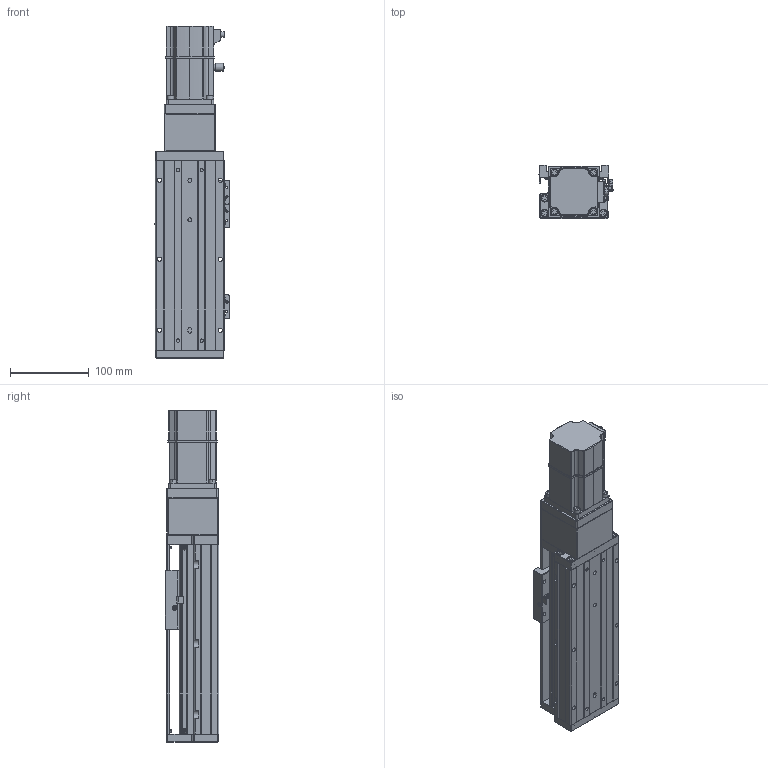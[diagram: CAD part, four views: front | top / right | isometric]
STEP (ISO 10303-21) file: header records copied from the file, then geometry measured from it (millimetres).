
FILE_DESCRIPTION (( 'STEP AP203' ), '1' );
FILE_NAME ('KTHA86-100-BC-M20-C4L.step', '2022-04-26T01:25:06', ( '微软用户' ), ( '微软中国' ), 'SwSTEP 2.0', 'SolidWorks 2020', '' );
FILE_SCHEMA (( 'CONFIG_CONTROL_DESIGN' ));
Length unit declared in the file: millimetre
Products named in the file (20): CTHA86-013; KTHA86-004; GBT77-2000 M3×3; CTHA86-027; KTHA86-001_240; KTHA86-005; GBT 70.1-M3×20; CTHA86-006-1_CTHA86-006-2; GB¨uT 70.2-M3¡Á5_M3¡Á6; GBT70.1 M5℅16; _X2_4E0983F1_X0_200W_1; GBT 70.3-M3℅6; GBT 70.1-M3×16; KTHA86-100-BC-M20-C4L; EE_SX911P_R; GBT 70.1-M3℅6; CTHA60-017; CTHA60-016; KTHA86-002; CTHA60-021
Assembly tree (58 placements, depth 2):
  KTHA86-100-BC-M20-C4L
    KTHA86-001_240
    KTHA86-002
    KTHA86-004
    KTHA86-005
    GB¨uT 70.2-M3¡Á5_M3¡Á6  x6
    GBT 70.3-M3℅6  x6
    EE_SX911P_R  x3
    CTHA60-017  x3
    CTHA60-021  x2
    GBT77-2000 M3×3  x6
    GBT 70.1-M3×20
    GBT70.1 M5℅16  x14
    GBT 70.1-M3×16
    GBT 70.1-M3℅6  x6
    CTHA60-016  x2
    CTHA86-013
    CTHA86-027
    CTHA86-006-1_CTHA86-006-2
    _X2_4E0983F1_X0_200W_1
Bounding box: 94.22 x 68 x 420.5 mm (x, y, z)
Volume: 1554835.9 mm3; surface area: 286163.8 mm2
Topology: 61 solids, 61 shells, 2356 faces, 5555 edges, 3412 vertices
Faces by surface type: plane 1197, cylinder 636, cone 326, torus 112, bspline 69, sphere 16
Entity records: 39755 total; most frequent: CARTESIAN_POINT 7605, DIRECTION 6224, ORIENTED_EDGE 5878, EDGE_CURVE 2939, AXIS2_PLACEMENT_3D 2203, VERTEX_POINT 1830, LINE 1818, VECTOR 1818
